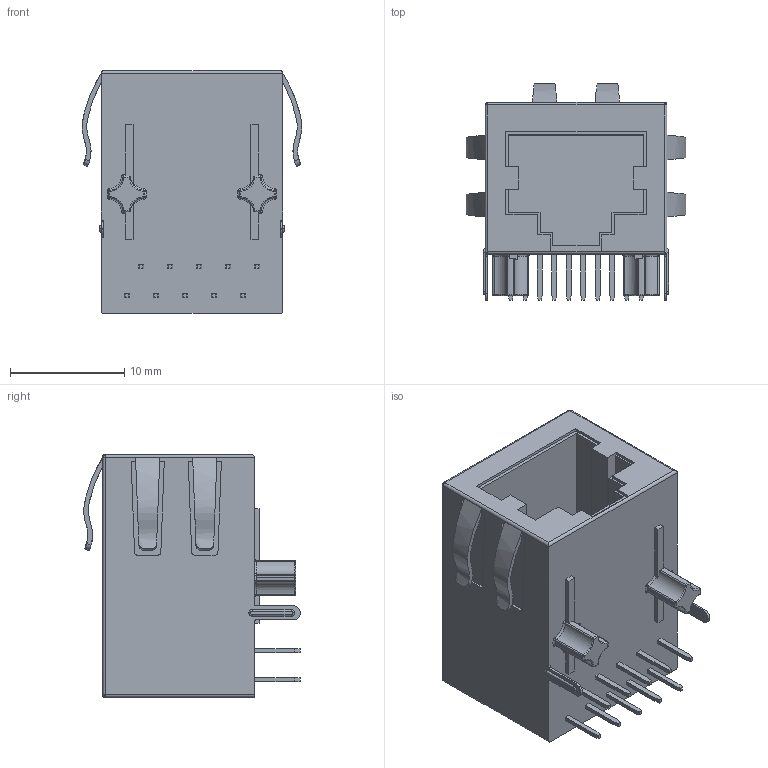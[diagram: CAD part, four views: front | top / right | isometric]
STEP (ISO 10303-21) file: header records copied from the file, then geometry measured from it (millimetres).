
FILE_DESCRIPTION (( 'STEP AP214' ), '1' );
FILE_NAME ('单口下21.3 无灯带弹10p.STEP', '2023-02-06T02:10:22', ( 'Windows 用户' ), ( 'Microsoft' ), 'SwSTEP 2.0', 'SolidWorks 2020', '' );
FILE_SCHEMA (( 'AUTOMOTIVE_DESIGN' ));
Length unit declared in the file: millimetre
Products named in the file (1): 等諳狟21.3 拸腑湍粟10p
Bounding box: 19.21 x 18.94 x 21.25 mm (x, y, z)
Volume: 3645.6 mm3; surface area: 2523 mm2
Topology: 1 solids, 1 shells, 375 faces, 995 edges, 652 vertices
Faces by surface type: plane 204, cylinder 83, torus 44, sphere 24, bspline 20
Entity records: 13762 total; most frequent: CARTESIAN_POINT 4464, ORIENTED_EDGE 1990, DIRECTION 1851, EDGE_CURVE 995, VERTEX_POINT 652, AXIS2_PLACEMENT_3D 626, LINE 599, VECTOR 599
